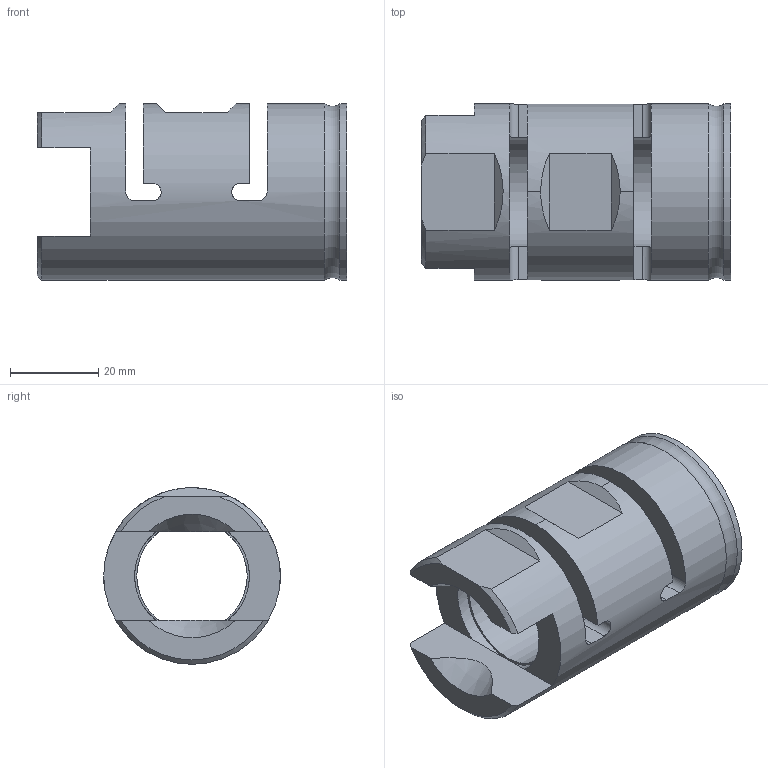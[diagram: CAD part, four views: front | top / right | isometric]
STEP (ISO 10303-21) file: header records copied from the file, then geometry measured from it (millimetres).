
FILE_DESCRIPTION( ( 'Unknown' ), '1' );
FILE_NAME( '704.04.4025.stp', 'Unknown', ( 'Unknown' ), ( 'Unknown' ), 'PSStep 15.0.49', 'Unknown', ' ' );
FILE_SCHEMA( ( 'AUTOMOTIVE_DESIGN { 1 0 10303 214 1 1 1 1 }' ) );
Length unit declared in the file: millimetre
Products named in the file (1): 1
Bounding box: 70 x 40 x 40 mm (x, y, z)
Volume: 44670.1 mm3; surface area: 16231 mm2
Topology: 1 solids, 1 shells, 44 faces, 125 edges, 81 vertices
Faces by surface type: plane 25, cylinder 12, cone 6, torus 1
Full cylindrical faces by diameter (mm): 25 x1, 26 x1, 40 x2
Entity records: 1878 total; most frequent: CARTESIAN_POINT 530, ORIENTED_EDGE 204, DIRECTION 200, EDGE_CURVE 102, AXIS2_PLACEMENT_3D 75, VERTEX_POINT 69, EDGE_LOOP 53, LINE 50
